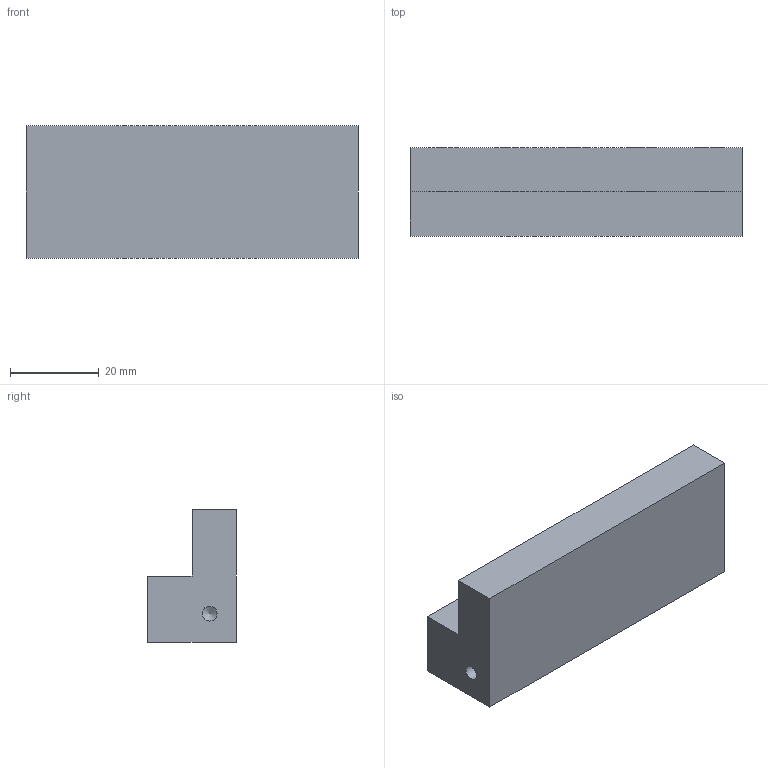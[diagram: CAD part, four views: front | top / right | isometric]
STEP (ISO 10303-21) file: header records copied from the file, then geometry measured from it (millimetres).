
FILE_DESCRIPTION(/* description */ (''),/* implementation_level */ '2;1');
FILE_NAME(/* name */ 'lötspitzenhalter v1.step',/* time_stamp */ '2021-11-11T12:36:59+01:00',/* author */ (''),/* organization */ (''),/* preprocessor_version */ 'ST-DEVELOPER v18.1',/* originating_system */ 'Autodesk Translation Framework v10.10.0.1391',/* authorisation */ '');
FILE_SCHEMA (('AUTOMOTIVE_DESIGN { 1 0 10303 214 3 1 1 }'));
Length unit declared in the file: millimetre
Products named in the file (1): lötspitzenhalter
Bounding box: 75 x 20 x 30 mm (x, y, z)
Volume: 32574.3 mm3; surface area: 9224.9 mm2
Topology: 1 solids, 1 shells, 32 faces, 58 edges, 38 vertices
Faces by surface type: plane 18, cylinder 12, cone 2
Full cylindrical faces by diameter (mm): 3.332 x2, 6.5 x10
Entity records: 813 total; most frequent: DIRECTION 146, CARTESIAN_POINT 127, ORIENTED_EDGE 112, AXIS2_PLACEMENT_3D 57, EDGE_CURVE 56, EDGE_LOOP 44, VERTEX_POINT 38, FACE_OUTER_BOUND 32
